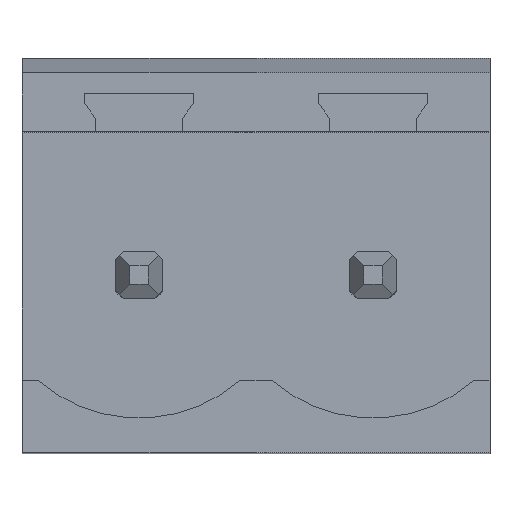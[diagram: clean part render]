
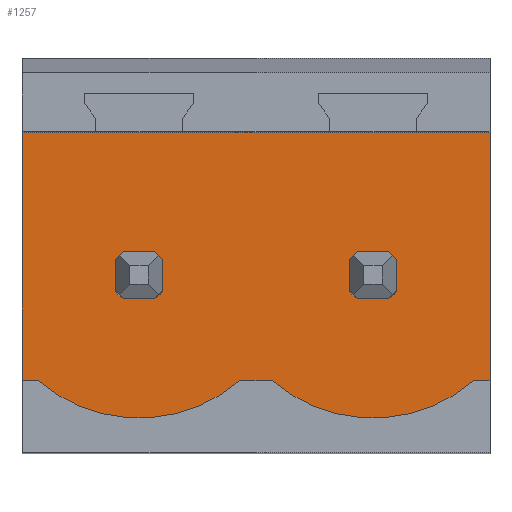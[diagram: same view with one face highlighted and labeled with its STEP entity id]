
A CAD part, top view. The second image highlights one B-rep face of the part: STEP entity #1257.
In plain terms, the highlighted planar face has unit normal (0, 0, 1).
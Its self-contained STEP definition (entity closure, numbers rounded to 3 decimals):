
#952=AXIS2_PLACEMENT_3D('Circle Axis2P3D',#950,#951,$) ;
#1026=AXIS2_PLACEMENT_3D('Circle Axis2P3D',#1024,#1025,$) ;
#1043=AXIS2_PLACEMENT_3D('Circle Axis2P3D',#1041,#1042,$) ;
#1086=AXIS2_PLACEMENT_3D('Circle Axis2P3D',#1084,#1085,$) ;
#1123=AXIS2_PLACEMENT_3D('Plane Axis2P3D',#1120,#1121,#1122) ;
#1139=AXIS2_PLACEMENT_3D('Circle Axis2P3D',#1137,#1138,$) ;
#1160=AXIS2_PLACEMENT_3D('Circle Axis2P3D',#1158,#1159,$) ;
#1192=AXIS2_PLACEMENT_3D('Circle Axis2P3D',#1190,#1191,$) ;
#1206=AXIS2_PLACEMENT_3D('Circle Axis2P3D',#1204,#1205,$) ;
#1220=AXIS2_PLACEMENT_3D('Circle Axis2P3D',#1218,#1219,$) ;
#1234=AXIS2_PLACEMENT_3D('Circle Axis2P3D',#1232,#1233,$) ;
#842=CARTESIAN_POINT('Vertex',(0.,1.54,6.65)) ;
#845=CARTESIAN_POINT('Line Origine',(0.,4.2,6.65)) ;
#849=CARTESIAN_POINT('Vertex',(0.,6.86,6.65)) ;
#886=CARTESIAN_POINT('Vertex',(10.,6.86,6.65)) ;
#889=CARTESIAN_POINT('Line Origine',(10.,4.2,6.65)) ;
#893=CARTESIAN_POINT('Vertex',(10.,1.54,6.65)) ;
#947=CARTESIAN_POINT('Vertex',(2.832,3.3,6.65)) ;
#950=CARTESIAN_POINT('Axis2P3D Location',(2.5,3.8,6.65)) ;
#954=CARTESIAN_POINT('Vertex',(3.,3.468,6.65)) ;
#978=CARTESIAN_POINT('Vertex',(2.168,3.3,6.65)) ;
#981=CARTESIAN_POINT('Line Origine',(2.5,3.3,6.65)) ;
#998=CARTESIAN_POINT('Line Origine',(3.,3.8,6.65)) ;
#1002=CARTESIAN_POINT('Vertex',(3.,4.132,6.65)) ;
#1021=CARTESIAN_POINT('Vertex',(2.,3.468,6.65)) ;
#1024=CARTESIAN_POINT('Axis2P3D Location',(2.5,3.8,6.65)) ;
#1041=CARTESIAN_POINT('Axis2P3D Location',(2.5,3.8,6.65)) ;
#1045=CARTESIAN_POINT('Vertex',(2.832,4.3,6.65)) ;
#1065=CARTESIAN_POINT('Line Origine',(2.5,4.3,6.65)) ;
#1069=CARTESIAN_POINT('Vertex',(2.168,4.3,6.65)) ;
#1084=CARTESIAN_POINT('Axis2P3D Location',(2.5,3.8,6.65)) ;
#1088=CARTESIAN_POINT('Vertex',(2.,4.132,6.65)) ;
#1108=CARTESIAN_POINT('Line Origine',(2.,3.8,6.65)) ;
#1120=CARTESIAN_POINT('Axis2P3D Location',(0.,0.,6.65)) ;
#1125=CARTESIAN_POINT('Line Origine',(5.,6.86,6.65)) ;
#1130=CARTESIAN_POINT('Line Origine',(0.173,1.54,6.65)) ;
#1134=CARTESIAN_POINT('Vertex',(0.346,1.54,6.65)) ;
#1137=CARTESIAN_POINT('Axis2P3D Location',(2.5,4.04,6.65)) ;
#1141=CARTESIAN_POINT('Vertex',(4.654,1.54,6.65)) ;
#1144=CARTESIAN_POINT('Line Origine',(4.827,1.54,6.65)) ;
#1148=CARTESIAN_POINT('Vertex',(5.,1.54,6.65)) ;
#1151=CARTESIAN_POINT('Line Origine',(5.173,1.54,6.65)) ;
#1155=CARTESIAN_POINT('Vertex',(5.346,1.54,6.65)) ;
#1158=CARTESIAN_POINT('Axis2P3D Location',(7.5,4.04,6.65)) ;
#1162=CARTESIAN_POINT('Vertex',(9.654,1.54,6.65)) ;
#1165=CARTESIAN_POINT('Line Origine',(9.827,1.54,6.65)) ;
#1181=CARTESIAN_POINT('Line Origine',(7.5,3.3,6.65)) ;
#1185=CARTESIAN_POINT('Vertex',(7.168,3.3,6.65)) ;
#1187=CARTESIAN_POINT('Vertex',(7.832,3.3,6.65)) ;
#1190=CARTESIAN_POINT('Axis2P3D Location',(7.5,3.8,6.65)) ;
#1194=CARTESIAN_POINT('Vertex',(7.,3.468,6.65)) ;
#1197=CARTESIAN_POINT('Line Origine',(7.,3.8,6.65)) ;
#1201=CARTESIAN_POINT('Vertex',(7.,4.132,6.65)) ;
#1204=CARTESIAN_POINT('Axis2P3D Location',(7.5,3.8,6.65)) ;
#1208=CARTESIAN_POINT('Vertex',(7.168,4.3,6.65)) ;
#1211=CARTESIAN_POINT('Line Origine',(7.5,4.3,6.65)) ;
#1215=CARTESIAN_POINT('Vertex',(7.832,4.3,6.65)) ;
#1218=CARTESIAN_POINT('Axis2P3D Location',(7.5,3.8,6.65)) ;
#1222=CARTESIAN_POINT('Vertex',(8.,4.132,6.65)) ;
#1225=CARTESIAN_POINT('Line Origine',(8.,3.8,6.65)) ;
#1229=CARTESIAN_POINT('Vertex',(8.,3.468,6.65)) ;
#1232=CARTESIAN_POINT('Axis2P3D Location',(7.5,3.8,6.65)) ;
#846=DIRECTION('Vector Direction',(0.,-1.,0.)) ;
#890=DIRECTION('Vector Direction',(0.,1.,0.)) ;
#951=DIRECTION('Axis2P3D Direction',(0.,0.,1.)) ;
#982=DIRECTION('Vector Direction',(-1.,0.,0.)) ;
#999=DIRECTION('Vector Direction',(0.,-1.,0.)) ;
#1025=DIRECTION('Axis2P3D Direction',(0.,0.,1.)) ;
#1042=DIRECTION('Axis2P3D Direction',(0.,0.,1.)) ;
#1066=DIRECTION('Vector Direction',(1.,0.,0.)) ;
#1085=DIRECTION('Axis2P3D Direction',(0.,0.,1.)) ;
#1109=DIRECTION('Vector Direction',(0.,1.,0.)) ;
#1121=DIRECTION('Axis2P3D Direction',(0.,0.,1.)) ;
#1122=DIRECTION('Axis2P3D XDirection',(1.,0.,0.)) ;
#1126=DIRECTION('Vector Direction',(1.,0.,0.)) ;
#1131=DIRECTION('Vector Direction',(1.,0.,0.)) ;
#1138=DIRECTION('Axis2P3D Direction',(0.,0.,1.)) ;
#1145=DIRECTION('Vector Direction',(1.,0.,0.)) ;
#1152=DIRECTION('Vector Direction',(1.,0.,0.)) ;
#1159=DIRECTION('Axis2P3D Direction',(0.,0.,1.)) ;
#1166=DIRECTION('Vector Direction',(1.,0.,0.)) ;
#1182=DIRECTION('Vector Direction',(-1.,0.,0.)) ;
#1191=DIRECTION('Axis2P3D Direction',(0.,0.,1.)) ;
#1198=DIRECTION('Vector Direction',(0.,1.,0.)) ;
#1205=DIRECTION('Axis2P3D Direction',(0.,0.,1.)) ;
#1212=DIRECTION('Vector Direction',(1.,0.,0.)) ;
#1219=DIRECTION('Axis2P3D Direction',(0.,0.,1.)) ;
#1226=DIRECTION('Vector Direction',(0.,-1.,0.)) ;
#1233=DIRECTION('Axis2P3D Direction',(0.,0.,1.)) ;
#847=VECTOR('Line Direction',#846,1.) ;
#891=VECTOR('Line Direction',#890,1.) ;
#983=VECTOR('Line Direction',#982,1.) ;
#1000=VECTOR('Line Direction',#999,1.) ;
#1067=VECTOR('Line Direction',#1066,1.) ;
#1110=VECTOR('Line Direction',#1109,1.) ;
#1127=VECTOR('Line Direction',#1126,1.) ;
#1132=VECTOR('Line Direction',#1131,1.) ;
#1146=VECTOR('Line Direction',#1145,1.) ;
#1153=VECTOR('Line Direction',#1152,1.) ;
#1167=VECTOR('Line Direction',#1166,1.) ;
#1183=VECTOR('Line Direction',#1182,1.) ;
#1199=VECTOR('Line Direction',#1198,1.) ;
#1213=VECTOR('Line Direction',#1212,1.) ;
#1227=VECTOR('Line Direction',#1226,1.) ;
#1171=ORIENTED_EDGE('',*,*,#1129,.T.) ;
#1172=ORIENTED_EDGE('',*,*,#851,.T.) ;
#1173=ORIENTED_EDGE('',*,*,#1136,.T.) ;
#1174=ORIENTED_EDGE('',*,*,#1143,.T.) ;
#1175=ORIENTED_EDGE('',*,*,#1150,.T.) ;
#1176=ORIENTED_EDGE('',*,*,#1157,.T.) ;
#1177=ORIENTED_EDGE('',*,*,#1164,.T.) ;
#1178=ORIENTED_EDGE('',*,*,#1169,.T.) ;
#1179=ORIENTED_EDGE('',*,*,#895,.T.) ;
#1238=ORIENTED_EDGE('',*,*,#1189,.F.) ;
#1239=ORIENTED_EDGE('',*,*,#1196,.F.) ;
#1240=ORIENTED_EDGE('',*,*,#1203,.F.) ;
#1241=ORIENTED_EDGE('',*,*,#1210,.F.) ;
#1242=ORIENTED_EDGE('',*,*,#1217,.F.) ;
#1243=ORIENTED_EDGE('',*,*,#1224,.F.) ;
#1244=ORIENTED_EDGE('',*,*,#1231,.F.) ;
#1245=ORIENTED_EDGE('',*,*,#1236,.F.) ;
#1248=ORIENTED_EDGE('',*,*,#985,.F.) ;
#1249=ORIENTED_EDGE('',*,*,#1028,.F.) ;
#1250=ORIENTED_EDGE('',*,*,#1112,.F.) ;
#1251=ORIENTED_EDGE('',*,*,#1090,.F.) ;
#1252=ORIENTED_EDGE('',*,*,#1071,.F.) ;
#1253=ORIENTED_EDGE('',*,*,#1047,.F.) ;
#1254=ORIENTED_EDGE('',*,*,#1004,.F.) ;
#1255=ORIENTED_EDGE('',*,*,#956,.F.) ;
#1246=FACE_BOUND('',#1237,.T.) ;
#1256=FACE_BOUND('',#1247,.T.) ;
#1257=ADVANCED_FACE('HOUSING',(#1180,#1246,#1256),#1124,.T.) ;
#953=CIRCLE('generated circle',#952,0.6) ;
#1027=CIRCLE('generated circle',#1026,0.6) ;
#1044=CIRCLE('generated circle',#1043,0.6) ;
#1087=CIRCLE('generated circle',#1086,0.6) ;
#1140=CIRCLE('generated circle',#1139,3.3) ;
#1161=CIRCLE('generated circle',#1160,3.3) ;
#1193=CIRCLE('generated circle',#1192,0.6) ;
#1207=CIRCLE('generated circle',#1206,0.6) ;
#1221=CIRCLE('generated circle',#1220,0.6) ;
#1235=CIRCLE('generated circle',#1234,0.6) ;
#851=EDGE_CURVE('',#850,#843,#848,.T.) ;
#895=EDGE_CURVE('',#894,#887,#892,.T.) ;
#956=EDGE_CURVE('',#948,#955,#953,.T.) ;
#985=EDGE_CURVE('',#979,#948,#984,.F.) ;
#1004=EDGE_CURVE('',#955,#1003,#1001,.F.) ;
#1028=EDGE_CURVE('',#1022,#979,#1027,.T.) ;
#1047=EDGE_CURVE('',#1003,#1046,#1044,.T.) ;
#1071=EDGE_CURVE('',#1046,#1070,#1068,.F.) ;
#1090=EDGE_CURVE('',#1070,#1089,#1087,.T.) ;
#1112=EDGE_CURVE('',#1089,#1022,#1111,.F.) ;
#1129=EDGE_CURVE('',#887,#850,#1128,.F.) ;
#1136=EDGE_CURVE('',#843,#1135,#1133,.T.) ;
#1143=EDGE_CURVE('',#1135,#1142,#1140,.T.) ;
#1150=EDGE_CURVE('',#1142,#1149,#1147,.T.) ;
#1157=EDGE_CURVE('',#1149,#1156,#1154,.T.) ;
#1164=EDGE_CURVE('',#1156,#1163,#1161,.T.) ;
#1169=EDGE_CURVE('',#1163,#894,#1168,.T.) ;
#1189=EDGE_CURVE('',#1186,#1188,#1184,.F.) ;
#1196=EDGE_CURVE('',#1195,#1186,#1193,.T.) ;
#1203=EDGE_CURVE('',#1202,#1195,#1200,.F.) ;
#1210=EDGE_CURVE('',#1209,#1202,#1207,.T.) ;
#1217=EDGE_CURVE('',#1216,#1209,#1214,.F.) ;
#1224=EDGE_CURVE('',#1223,#1216,#1221,.T.) ;
#1231=EDGE_CURVE('',#1230,#1223,#1228,.F.) ;
#1236=EDGE_CURVE('',#1188,#1230,#1235,.T.) ;
#1170=EDGE_LOOP('',(#1171,#1172,#1173,#1174,#1175,#1176,#1177,#1178,#1179)) ;
#1237=EDGE_LOOP('',(#1238,#1239,#1240,#1241,#1242,#1243,#1244,#1245)) ;
#1247=EDGE_LOOP('',(#1248,#1249,#1250,#1251,#1252,#1253,#1254,#1255)) ;
#1180=FACE_OUTER_BOUND('',#1170,.T.) ;
#848=LINE('Line',#845,#847) ;
#892=LINE('Line',#889,#891) ;
#984=LINE('Line',#981,#983) ;
#1001=LINE('Line',#998,#1000) ;
#1068=LINE('Line',#1065,#1067) ;
#1111=LINE('Line',#1108,#1110) ;
#1128=LINE('Line',#1125,#1127) ;
#1133=LINE('Line',#1130,#1132) ;
#1147=LINE('Line',#1144,#1146) ;
#1154=LINE('Line',#1151,#1153) ;
#1168=LINE('Line',#1165,#1167) ;
#1184=LINE('Line',#1181,#1183) ;
#1200=LINE('Line',#1197,#1199) ;
#1214=LINE('Line',#1211,#1213) ;
#1228=LINE('Line',#1225,#1227) ;
#1124=PLANE('',#1123) ;
#843=VERTEX_POINT('',#842) ;
#850=VERTEX_POINT('',#849) ;
#887=VERTEX_POINT('',#886) ;
#894=VERTEX_POINT('',#893) ;
#948=VERTEX_POINT('',#947) ;
#955=VERTEX_POINT('',#954) ;
#979=VERTEX_POINT('',#978) ;
#1003=VERTEX_POINT('',#1002) ;
#1022=VERTEX_POINT('',#1021) ;
#1046=VERTEX_POINT('',#1045) ;
#1070=VERTEX_POINT('',#1069) ;
#1089=VERTEX_POINT('',#1088) ;
#1135=VERTEX_POINT('',#1134) ;
#1142=VERTEX_POINT('',#1141) ;
#1149=VERTEX_POINT('',#1148) ;
#1156=VERTEX_POINT('',#1155) ;
#1163=VERTEX_POINT('',#1162) ;
#1186=VERTEX_POINT('',#1185) ;
#1188=VERTEX_POINT('',#1187) ;
#1195=VERTEX_POINT('',#1194) ;
#1202=VERTEX_POINT('',#1201) ;
#1209=VERTEX_POINT('',#1208) ;
#1216=VERTEX_POINT('',#1215) ;
#1223=VERTEX_POINT('',#1222) ;
#1230=VERTEX_POINT('',#1229) ;
